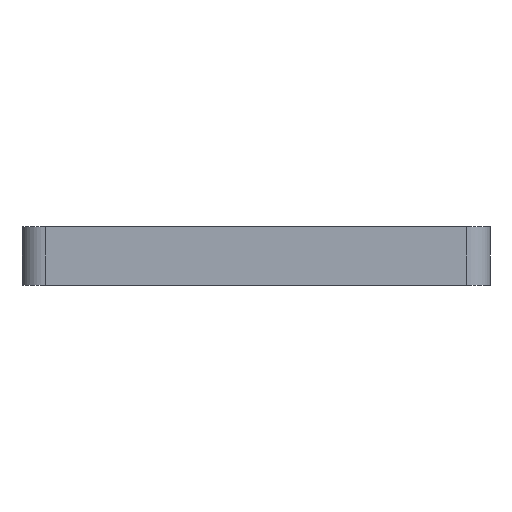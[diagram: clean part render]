
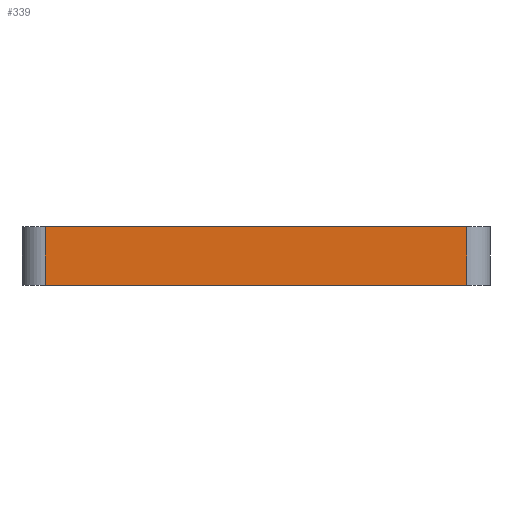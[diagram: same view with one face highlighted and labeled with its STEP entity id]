
A CAD part, left-side view. The second image highlights one B-rep face of the part: STEP entity #339.
In plain terms, the highlighted planar face has unit normal (-1, 0, 0).
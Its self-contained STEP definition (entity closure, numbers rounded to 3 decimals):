
#4 = DIRECTION ( 'NONE',  ( 0., 0., 1. ) ) ;
#15 = CARTESIAN_POINT ( 'NONE',  ( -125., -18., 0. ) ) ;
#82 = EDGE_CURVE ( 'NONE', #656, #799, #836, .T. ) ;
#96 = VECTOR ( 'NONE', #786, 1000. ) ;
#98 = DIRECTION ( 'NONE',  ( 0., 1., 0. ) ) ;
#197 = VERTEX_POINT ( 'NONE', #15 ) ;
#202 = FACE_OUTER_BOUND ( 'NONE', #305, .T. ) ;
#210 = EDGE_CURVE ( 'NONE', #418, #197, #756, .T. ) ;
#252 = CARTESIAN_POINT ( 'NONE',  ( -125., 20., 5. ) ) ;
#254 = AXIS2_PLACEMENT_3D ( 'NONE', #252, #824, #98 ) ;
#257 = LINE ( 'NONE', #652, #277 ) ;
#258 = ORIENTED_EDGE ( 'NONE', *, *, #210, .T. ) ;
#267 = ORIENTED_EDGE ( 'NONE', *, *, #82, .F. ) ;
#277 = VECTOR ( 'NONE', #433, 1000. ) ;
#301 = DIRECTION ( 'NONE',  ( 0., -1., 0. ) ) ;
#305 = EDGE_LOOP ( 'NONE', ( #258, #908, #267, #614 ) ) ;
#313 = PLANE ( 'NONE',  #254 ) ;
#339 = ADVANCED_FACE ( 'NONE', ( #202 ), #313, .F. ) ;
#345 = CARTESIAN_POINT ( 'NONE',  ( -125., 18., 0. ) ) ;
#368 = CARTESIAN_POINT ( 'NONE',  ( -125., -18., 5. ) ) ;
#381 = CARTESIAN_POINT ( 'NONE',  ( -125., 20., 5. ) ) ;
#418 = VERTEX_POINT ( 'NONE', #345 ) ;
#433 = DIRECTION ( 'NONE',  ( 0., 0., -1. ) ) ;
#450 = LINE ( 'NONE', #589, #530 ) ;
#530 = VECTOR ( 'NONE', #4, 1000. ) ;
#532 = VECTOR ( 'NONE', #301, 1000. ) ;
#589 = CARTESIAN_POINT ( 'NONE',  ( -125., -18., 5. ) ) ;
#614 = ORIENTED_EDGE ( 'NONE', *, *, #803, .T. ) ;
#652 = CARTESIAN_POINT ( 'NONE',  ( -125., 18., 5. ) ) ;
#656 = VERTEX_POINT ( 'NONE', #783 ) ;
#756 = LINE ( 'NONE', #867, #96 ) ;
#758 = EDGE_CURVE ( 'NONE', #197, #799, #450, .T. ) ;
#783 = CARTESIAN_POINT ( 'NONE',  ( -125., 18., 5. ) ) ;
#786 = DIRECTION ( 'NONE',  ( 0., -1., 0. ) ) ;
#799 = VERTEX_POINT ( 'NONE', #368 ) ;
#803 = EDGE_CURVE ( 'NONE', #656, #418, #257, .T. ) ;
#824 = DIRECTION ( 'NONE',  ( 1., 0., 0. ) ) ;
#836 = LINE ( 'NONE', #381, #532 ) ;
#867 = CARTESIAN_POINT ( 'NONE',  ( -125., 20., 0. ) ) ;
#908 = ORIENTED_EDGE ( 'NONE', *, *, #758, .T. ) ;
